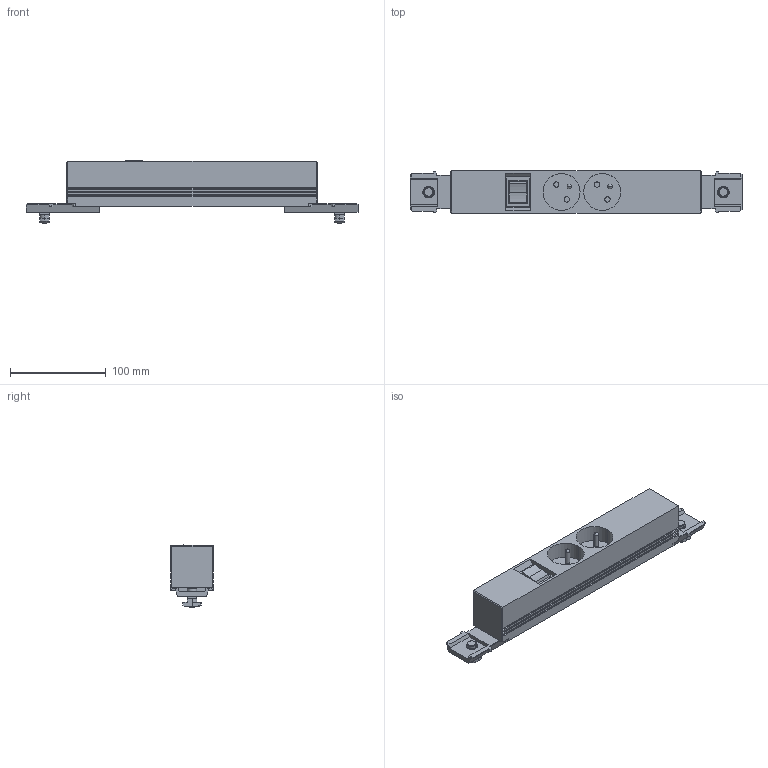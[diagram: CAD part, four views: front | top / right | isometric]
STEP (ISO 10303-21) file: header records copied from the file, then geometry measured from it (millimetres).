
FILE_DESCRIPTION(('STEP AP214'),'1');
FILE_NAME('cctmp_6F7C4F84-E007-409F-9AE5-B4F5F80D49CE_2020_1_16_6_54_59_612..stp','2020-01-16T05:55:00',('Bosch Rexroth AG'),('CADClick - www.CADClick.com'),'Spatial InterOp 3D',' ','unknown authorization - (Healing Option Enabled)');
FILE_SCHEMA(('AUTOMOTIVE_DESIGN'));
Length unit declared in the file: millimetre
Products named in the file (1): 2020_01_16__06-54-59-600
Bounding box: 347.1 x 44 x 65.48 mm (x, y, z)
Volume: 221470.4 mm3; surface area: 121152.3 mm2
Topology: 1 solids, 1 shells, 352 faces, 940 edges, 603 vertices
Faces by surface type: plane 226, cylinder 106, cone 16, sphere 4
Entity records: 16135 total; most frequent: CARTESIAN_POINT 4328, ORIENTED_EDGE 1872, DIRECTION 1857, EDGE_CURVE 936, LINE 705, VECTOR 705, VERTEX_POINT 603, AXIS2_PLACEMENT_3D 576
